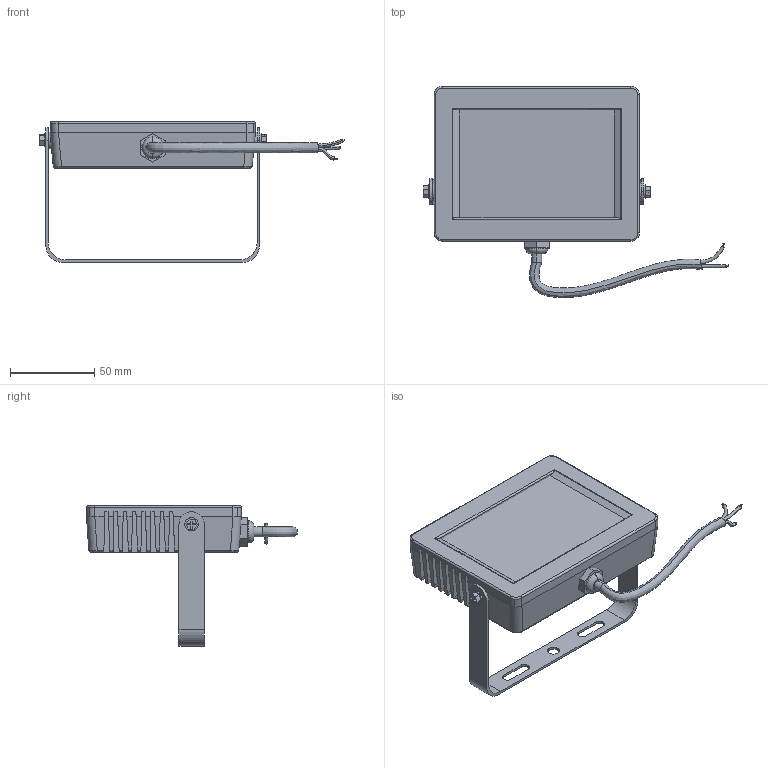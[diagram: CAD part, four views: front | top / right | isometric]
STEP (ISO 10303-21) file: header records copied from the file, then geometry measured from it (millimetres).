
FILE_DESCRIPTION (( 'STEP AP214' ), '1' );
FILE_NAME ('LPDO701-20-K03 Ïðîæåêòîð ÑÄÎ07-20 ñâåòîäèîäíûé ñåðûé äèñêðåò IP65 ÈÝÊ.STEP', '2017-09-18T08:57:55', ( '' ), ( '' ), 'SwSTEP 2.0', 'SolidWorks 2014', '' );
FILE_SCHEMA (( 'AUTOMOTIVE_DESIGN' ));
Length unit declared in the file: millimetre
Products named in the file (1): LPDO701-20-K03 Ïðîæåêòîð ÑÄÎ07-20 ñâåòîäèîäíûé ñåðûé äèñêðåò IP65 ÈÝÊ
Bounding box: 181.73 x 125.47 x 83.5 mm (x, y, z)
Volume: 277443.9 mm3; surface area: 62440.1 mm2
Topology: 2 solids, 2 shells, 436 faces, 1131 edges, 740 vertices
Faces by surface type: plane 321, cylinder 75, bspline 32, torus 8
Entity records: 14466 total; most frequent: CARTESIAN_POINT 3972, ORIENTED_EDGE 2262, DIRECTION 1993, EDGE_CURVE 1131, VECTOR 895, LINE 895, VERTEX_POINT 740, AXIS2_PLACEMENT_3D 549
